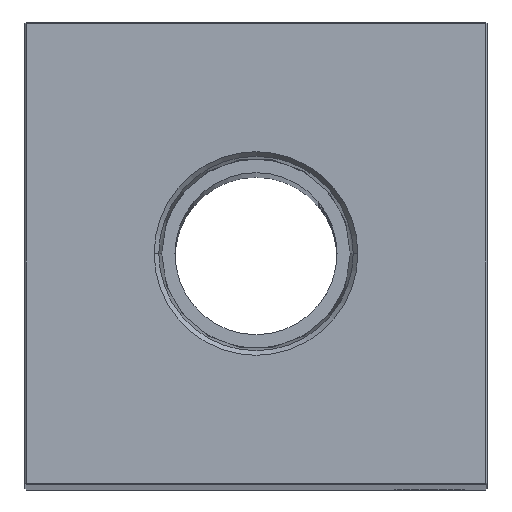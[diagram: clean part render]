
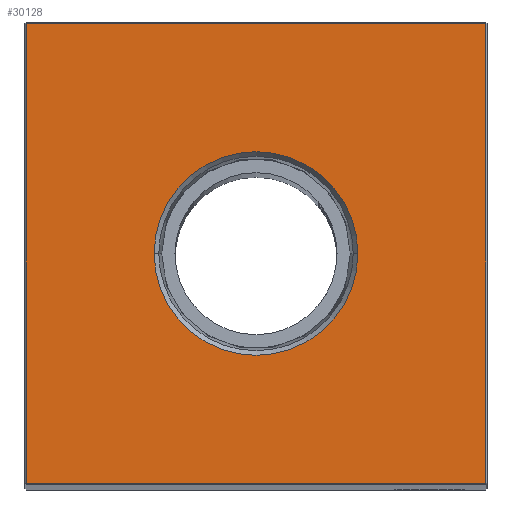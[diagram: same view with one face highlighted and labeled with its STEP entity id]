
A CAD part, top view. The second image highlights one B-rep face of the part: STEP entity #30128.
In plain terms, the highlighted planar face has unit normal (0, 0, 1).
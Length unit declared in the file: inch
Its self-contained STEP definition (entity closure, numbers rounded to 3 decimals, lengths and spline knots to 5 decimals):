
#364 = DIRECTION ( 'NONE',  ( 1., 0., 0. ) ) ;
#625 = AXIS2_PLACEMENT_3D ( 'NONE', #27626, #4842, #15036 ) ;
#1681 = CARTESIAN_POINT ( 'NONE',  ( 1.24, 0., 15.5 ) ) ;
#1701 = AXIS2_PLACEMENT_3D ( 'NONE', #13036, #23183, #364 ) ;
#3015 = VERTEX_POINT ( 'NONE', #32893 ) ;
#3777 = LINE ( 'NONE', #13977, #16096 ) ;
#3959 = CARTESIAN_POINT ( 'NONE',  ( 1.24, -1.24, 15.5 ) ) ;
#4520 = CARTESIAN_POINT ( 'NONE',  ( -1.24, -1.24, 15.5 ) ) ;
#4709 = ORIENTED_EDGE ( 'NONE', *, *, #9348, .T. ) ;
#4842 = DIRECTION ( 'NONE',  ( 0., 0., 1. ) ) ;
#6123 = EDGE_LOOP ( 'NONE', ( #10213, #31136, #9356, #4709 ) ) ;
#6974 = LINE ( 'NONE', #17151, #18125 ) ;
#7739 = VERTEX_POINT ( 'NONE', #3959 ) ;
#7982 = PLANE ( 'NONE',  #18714 ) ;
#8328 = DIRECTION ( 'NONE',  ( -1., 0., 0. ) ) ;
#8427 = EDGE_CURVE ( 'NONE', #14102, #8915, #15005, .T. ) ;
#8594 = ORIENTED_EDGE ( 'NONE', *, *, #12502, .F. ) ;
#8915 = VERTEX_POINT ( 'NONE', #18560 ) ;
#9348 = EDGE_CURVE ( 'NONE', #10246, #3015, #20977, .T. ) ;
#9356 = ORIENTED_EDGE ( 'NONE', *, *, #30681, .T. ) ;
#10213 = ORIENTED_EDGE ( 'NONE', *, *, #10574, .T. ) ;
#10246 = VERTEX_POINT ( 'NONE', #16575 ) ;
#10574 = EDGE_CURVE ( 'NONE', #3015, #28329, #6974, .T. ) ;
#10815 = CARTESIAN_POINT ( 'NONE',  ( 0., 0., 15.5 ) ) ;
#11863 = DIRECTION ( 'NONE',  ( 0., 1., 0. ) ) ;
#12502 = EDGE_CURVE ( 'NONE', #8915, #14102, #16079, .T. ) ;
#13036 = CARTESIAN_POINT ( 'NONE',  ( 0., 0., 15.5 ) ) ;
#13977 = CARTESIAN_POINT ( 'NONE',  ( 0., -1.24, 15.5 ) ) ;
#14102 = VERTEX_POINT ( 'NONE', #28474 ) ;
#15005 = CIRCLE ( 'NONE', #625, 0.5499 ) ;
#15036 = DIRECTION ( 'NONE',  ( 1., 0., 0. ) ) ;
#16079 = CIRCLE ( 'NONE', #1701, 0.5499 ) ;
#16096 = VECTOR ( 'NONE', #24110, 39.37008 ) ;
#16575 = CARTESIAN_POINT ( 'NONE',  ( 1.24, 1.24, 15.5 ) ) ;
#17151 = CARTESIAN_POINT ( 'NONE',  ( -1.24, 0., 15.5 ) ) ;
#18125 = VECTOR ( 'NONE', #27255, 39.37008 ) ;
#18560 = CARTESIAN_POINT ( 'NONE',  ( -0.5499, 0., 15.5 ) ) ;
#18644 = EDGE_LOOP ( 'NONE', ( #21078, #8594 ) ) ;
#18714 = AXIS2_PLACEMENT_3D ( 'NONE', #10815, #20967, #31091 ) ;
#19150 = EDGE_CURVE ( 'NONE', #28329, #7739, #3777, .T. ) ;
#20635 = FACE_OUTER_BOUND ( 'NONE', #6123, .T. ) ;
#20967 = DIRECTION ( 'NONE',  ( 0., 0., -1. ) ) ;
#20977 = LINE ( 'NONE', #31102, #32522 ) ;
#21078 = ORIENTED_EDGE ( 'NONE', *, *, #8427, .F. ) ;
#21534 = VECTOR ( 'NONE', #11863, 39.37008 ) ;
#23183 = DIRECTION ( 'NONE',  ( 0., 0., 1. ) ) ;
#24110 = DIRECTION ( 'NONE',  ( 1., 0., 0. ) ) ;
#24484 = LINE ( 'NONE', #1681, #21534 ) ;
#27255 = DIRECTION ( 'NONE',  ( 0., -1., 0. ) ) ;
#27626 = CARTESIAN_POINT ( 'NONE',  ( 0., 0., 15.5 ) ) ;
#28329 = VERTEX_POINT ( 'NONE', #4520 ) ;
#28474 = CARTESIAN_POINT ( 'NONE',  ( 0.5499, 0., 15.5 ) ) ;
#30128 = ADVANCED_FACE ( 'NONE', ( #20635, #30751 ), #7982, .F. ) ;
#30681 = EDGE_CURVE ( 'NONE', #7739, #10246, #24484, .T. ) ;
#30751 = FACE_BOUND ( 'NONE', #18644, .T. ) ;
#31091 = DIRECTION ( 'NONE',  ( -1., 0., 0. ) ) ;
#31102 = CARTESIAN_POINT ( 'NONE',  ( 0., 1.24, 15.5 ) ) ;
#31136 = ORIENTED_EDGE ( 'NONE', *, *, #19150, .T. ) ;
#32522 = VECTOR ( 'NONE', #8328, 39.37008 ) ;
#32893 = CARTESIAN_POINT ( 'NONE',  ( -1.24, 1.24, 15.5 ) ) ;
